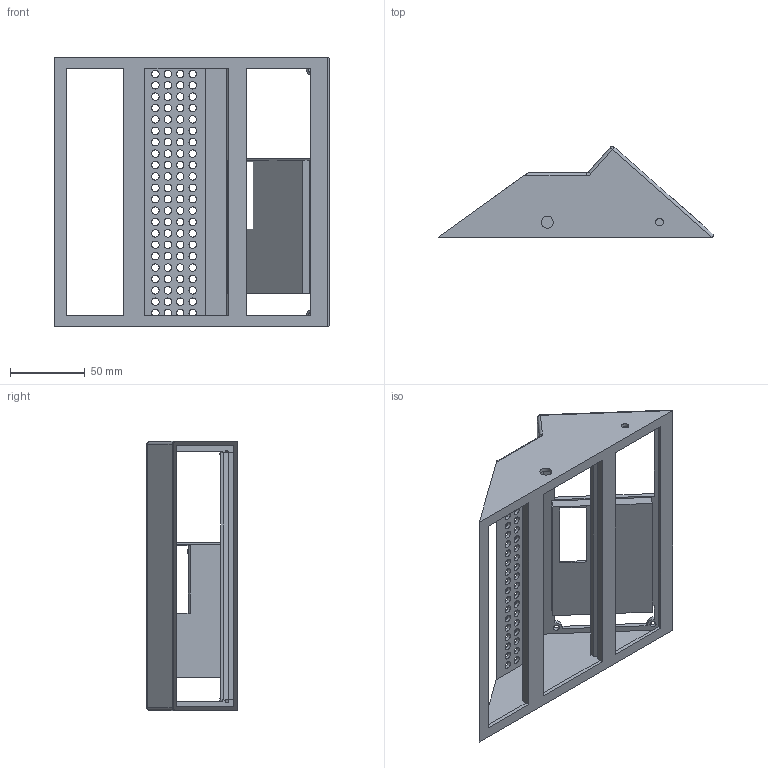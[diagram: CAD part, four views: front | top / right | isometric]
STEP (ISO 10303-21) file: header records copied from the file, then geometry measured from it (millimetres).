
FILE_DESCRIPTION(/* description */ ('','CAx-IF Rec.Pracs.---Representation and Presentation of Product Manufacturing Information (PMI)---4.0---2014-10-13'),/* implementation_level */ '2;1');
FILE_NAME(/* name */ 'CAT-in-the-Box.step',/* time_stamp */ '2025-03-16T10:08:29+01:00',/* author */ (''),/* organization */ (''),/* preprocessor_version */ 'ST-DEVELOPER v20',/* originating_system */ 'Autodesk Translation Framework v13.20.0.188',/* authorisation */ '');
FILE_SCHEMA (('AP242_MANAGED_MODEL_BASED_3D_ENGINEERING_MIM_LF { 1 0 10303 442 1 1 4 }'));
Length unit declared in the file: millimetre
Products named in the file (2): CAT Box v0.5; CAT Box v2
Assembly tree (1 placements, depth 2):
  CAT Box v0.5
    CAT Box v2
Bounding box: 184.32 x 60.68 x 180 mm (x, y, z)
Volume: 120467.7 mm3; surface area: 97399 mm2
Topology: 1 solids, 1 shells, 180 faces, 504 edges, 329 vertices
Faces by surface type: cylinder 111, plane 65, sphere 2, torus 2
Full cylindrical faces by diameter (mm): 4 x5, 4.059 x1, 5 x90, 8 x1
Entity records: 6317 total; most frequent: DIRECTION 1094, CARTESIAN_POINT 1016, ORIENTED_EDGE 1008, EDGE_CURVE 504, AXIS2_PLACEMENT_3D 407, EDGE_LOOP 383, VERTEX_POINT 329, LINE 280
